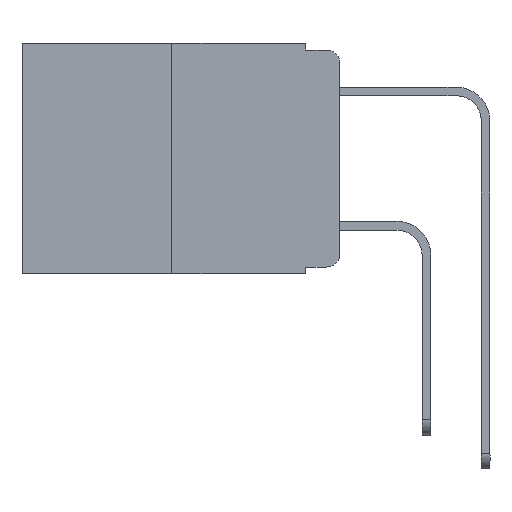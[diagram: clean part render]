
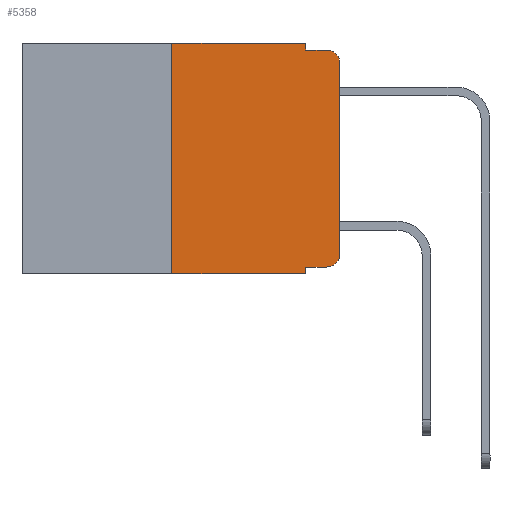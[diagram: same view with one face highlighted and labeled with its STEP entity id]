
A CAD part, left-side view. The second image highlights one B-rep face of the part: STEP entity #5358.
In plain terms, the highlighted planar face has unit normal (-1, 0, 0).
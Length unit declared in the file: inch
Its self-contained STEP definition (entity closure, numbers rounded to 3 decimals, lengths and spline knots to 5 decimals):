
#7 = CARTESIAN_POINT ( 'NONE',  ( 0., 0.25, 0. ) ) ;
#22 = EDGE_CURVE ( 'NONE', #1922, #3526, #4499, .T. ) ;
#269 = CARTESIAN_POINT ( 'NONE',  ( 0., 0.02, -0.03 ) ) ;
#291 = LINE ( 'NONE', #7, #5896 ) ;
#468 = CIRCLE ( 'NONE', #3551, 0.02 ) ;
#708 = EDGE_CURVE ( 'NONE', #1647, #6832, #9722, .T. ) ;
#815 = PLANE ( 'NONE',  #8073 ) ;
#1100 = CARTESIAN_POINT ( 'NONE',  ( 0., 0.02, -0.313 ) ) ;
#1172 = DIRECTION ( 'NONE',  ( 0., -1., 0. ) ) ;
#1193 = VECTOR ( 'NONE', #11605, 39.37008 ) ;
#1247 = VECTOR ( 'NONE', #1873, 39.37008 ) ;
#1285 = VERTEX_POINT ( 'NONE', #3775 ) ;
#1287 = VERTEX_POINT ( 'NONE', #5652 ) ;
#1293 = CIRCLE ( 'NONE', #11375, 0.02 ) ;
#1307 = CARTESIAN_POINT ( 'NONE',  ( 0., 0.02, -0.333 ) ) ;
#1350 = ORIENTED_EDGE ( 'NONE', *, *, #22, .F. ) ;
#1457 = ORIENTED_EDGE ( 'NONE', *, *, #10444, .F. ) ;
#1521 = ORIENTED_EDGE ( 'NONE', *, *, #7756, .T. ) ;
#1647 = VERTEX_POINT ( 'NONE', #2616 ) ;
#1674 = LINE ( 'NONE', #11753, #8092 ) ;
#1704 = DIRECTION ( 'NONE',  ( 0., 0., 1. ) ) ;
#1756 = CARTESIAN_POINT ( 'NONE',  ( 0., 0.051, -0.01 ) ) ;
#1806 = DIRECTION ( 'NONE',  ( 0., 0., -1. ) ) ;
#1873 = DIRECTION ( 'NONE',  ( 0., -1., 0. ) ) ;
#1922 = VERTEX_POINT ( 'NONE', #6046 ) ;
#1961 = EDGE_LOOP ( 'NONE', ( #1521, #9069, #2570, #1350, #9605, #1457, #6706, #2111, #5973, #2529 ) ) ;
#2111 = ORIENTED_EDGE ( 'NONE', *, *, #708, .F. ) ;
#2529 = ORIENTED_EDGE ( 'NONE', *, *, #11812, .T. ) ;
#2570 = ORIENTED_EDGE ( 'NONE', *, *, #3062, .F. ) ;
#2616 = CARTESIAN_POINT ( 'NONE',  ( 0., 0.051, -0.333 ) ) ;
#2769 = CARTESIAN_POINT ( 'NONE',  ( 0., 0.051, -0.333 ) ) ;
#2993 = EDGE_CURVE ( 'NONE', #1285, #10879, #468, .T. ) ;
#3062 = EDGE_CURVE ( 'NONE', #3526, #10879, #10177, .T. ) ;
#3526 = VERTEX_POINT ( 'NONE', #1756 ) ;
#3551 = AXIS2_PLACEMENT_3D ( 'NONE', #269, #10301, #8523 ) ;
#3588 = DIRECTION ( 'NONE',  ( 0., 0., -1. ) ) ;
#3690 = VECTOR ( 'NONE', #4881, 39.37008 ) ;
#3697 = DIRECTION ( 'NONE',  ( 0., 0., 1. ) ) ;
#3775 = CARTESIAN_POINT ( 'NONE',  ( 0., 0., -0.03 ) ) ;
#4118 = VERTEX_POINT ( 'NONE', #1307 ) ;
#4462 = LINE ( 'NONE', #6154, #5263 ) ;
#4499 = LINE ( 'NONE', #8220, #11918 ) ;
#4616 = DIRECTION ( 'NONE',  ( 0., 0., -1. ) ) ;
#4881 = DIRECTION ( 'NONE',  ( 0., -1., 0. ) ) ;
#5077 = CARTESIAN_POINT ( 'NONE',  ( 0., 0.051, 0. ) ) ;
#5263 = VECTOR ( 'NONE', #1704, 39.37008 ) ;
#5358 = ADVANCED_FACE ( 'NONE', ( #8396 ), #815, .F. ) ;
#5652 = CARTESIAN_POINT ( 'NONE',  ( 0., 0.25, -0.343 ) ) ;
#5896 = VECTOR ( 'NONE', #3697, 39.37008 ) ;
#5973 = ORIENTED_EDGE ( 'NONE', *, *, #7963, .T. ) ;
#5985 = VERTEX_POINT ( 'NONE', #9543 ) ;
#6046 = CARTESIAN_POINT ( 'NONE',  ( 0., 0.051, 0. ) ) ;
#6154 = CARTESIAN_POINT ( 'NONE',  ( 0., 0., 0. ) ) ;
#6507 = DIRECTION ( 'NONE',  ( 1., 0., 0. ) ) ;
#6605 = DIRECTION ( 'NONE',  ( -1., 0., 0. ) ) ;
#6706 = ORIENTED_EDGE ( 'NONE', *, *, #10040, .T. ) ;
#6832 = VERTEX_POINT ( 'NONE', #8697 ) ;
#7003 = EDGE_CURVE ( 'NONE', #8896, #1922, #1674, .T. ) ;
#7116 = DIRECTION ( 'NONE',  ( 0., -1., 0. ) ) ;
#7321 = CARTESIAN_POINT ( 'NONE',  ( 0., 0.02, -0.01 ) ) ;
#7669 = CARTESIAN_POINT ( 'NONE',  ( 0., 0.051, -0.01 ) ) ;
#7756 = EDGE_CURVE ( 'NONE', #5985, #1285, #4462, .T. ) ;
#7963 = EDGE_CURVE ( 'NONE', #1647, #4118, #10316, .T. ) ;
#8073 = AXIS2_PLACEMENT_3D ( 'NONE', #9259, #6507, #1806 ) ;
#8092 = VECTOR ( 'NONE', #7116, 39.37008 ) ;
#8220 = CARTESIAN_POINT ( 'NONE',  ( 0., 0.051, 0. ) ) ;
#8307 = VECTOR ( 'NONE', #1172, 39.37008 ) ;
#8385 = LINE ( 'NONE', #9302, #8307 ) ;
#8396 = FACE_OUTER_BOUND ( 'NONE', #1961, .T. ) ;
#8523 = DIRECTION ( 'NONE',  ( 0., 0., -1. ) ) ;
#8697 = CARTESIAN_POINT ( 'NONE',  ( 0., 0.051, -0.343 ) ) ;
#8896 = VERTEX_POINT ( 'NONE', #11723 ) ;
#9069 = ORIENTED_EDGE ( 'NONE', *, *, #2993, .T. ) ;
#9259 = CARTESIAN_POINT ( 'NONE',  ( 0., 0.473, 0. ) ) ;
#9302 = CARTESIAN_POINT ( 'NONE',  ( 0., 0.473, -0.343 ) ) ;
#9543 = CARTESIAN_POINT ( 'NONE',  ( 0., 0., -0.313 ) ) ;
#9605 = ORIENTED_EDGE ( 'NONE', *, *, #7003, .F. ) ;
#9722 = LINE ( 'NONE', #5077, #1193 ) ;
#10040 = EDGE_CURVE ( 'NONE', #1287, #6832, #8385, .T. ) ;
#10177 = LINE ( 'NONE', #7669, #1247 ) ;
#10301 = DIRECTION ( 'NONE',  ( -1., 0., 0. ) ) ;
#10316 = LINE ( 'NONE', #2769, #3690 ) ;
#10444 = EDGE_CURVE ( 'NONE', #1287, #8896, #291, .T. ) ;
#10879 = VERTEX_POINT ( 'NONE', #7321 ) ;
#11375 = AXIS2_PLACEMENT_3D ( 'NONE', #1100, #6605, #4616 ) ;
#11605 = DIRECTION ( 'NONE',  ( 0., 0., -1. ) ) ;
#11723 = CARTESIAN_POINT ( 'NONE',  ( 0., 0.25, 0. ) ) ;
#11753 = CARTESIAN_POINT ( 'NONE',  ( 0., 0.473, 0. ) ) ;
#11812 = EDGE_CURVE ( 'NONE', #4118, #5985, #1293, .T. ) ;
#11918 = VECTOR ( 'NONE', #3588, 39.37008 ) ;
